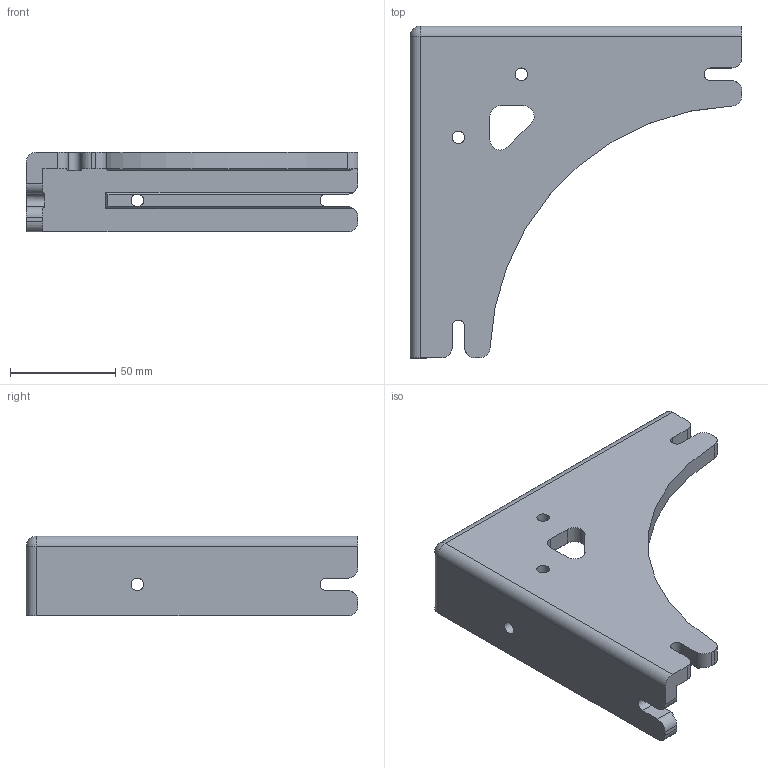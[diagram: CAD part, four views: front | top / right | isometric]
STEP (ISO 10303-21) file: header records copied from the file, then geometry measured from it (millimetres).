
FILE_DESCRIPTION(/* description */ (''),/* implementation_level */ '2;1');
FILE_NAME(/* name */ 'Kantenversteifung v3.step',/* time_stamp */ '2020-10-20T11:45:13+02:00',/* author */ (''),/* organization */ (''),/* preprocessor_version */ 'ST-DEVELOPER v18.1',/* originating_system */ 'Autodesk Translation Framework v9.3.0.1241',/* authorisation */ '');
FILE_SCHEMA (('AUTOMOTIVE_DESIGN { 1 0 10303 214 3 1 1 }'));
Length unit declared in the file: millimetre
Products named in the file (1): Kantenversteifung
Bounding box: 158 x 158 x 38 mm (x, y, z)
Volume: 176631.1 mm3; surface area: 50909.1 mm2
Topology: 1 solids, 1 shells, 72 faces, 219 edges, 145 vertices
Faces by surface type: plane 43, cylinder 28, sphere 1
Full cylindrical faces by diameter (mm): 6 x4
Entity records: 2540 total; most frequent: DIRECTION 453, ORIENTED_EDGE 438, CARTESIAN_POINT 437, EDGE_CURVE 219, AXIS2_PLACEMENT_3D 161, VERTEX_POINT 145, LINE 131, VECTOR 131
